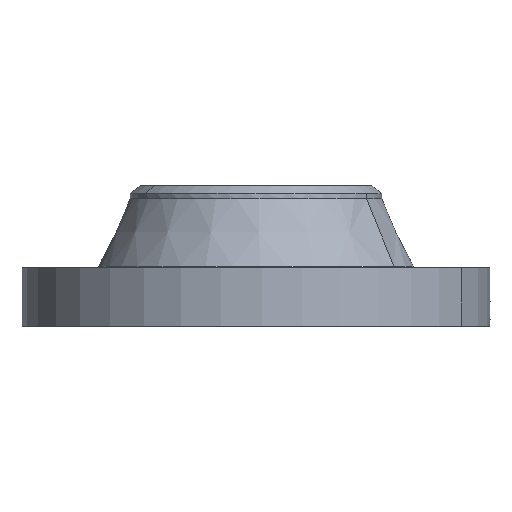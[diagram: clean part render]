
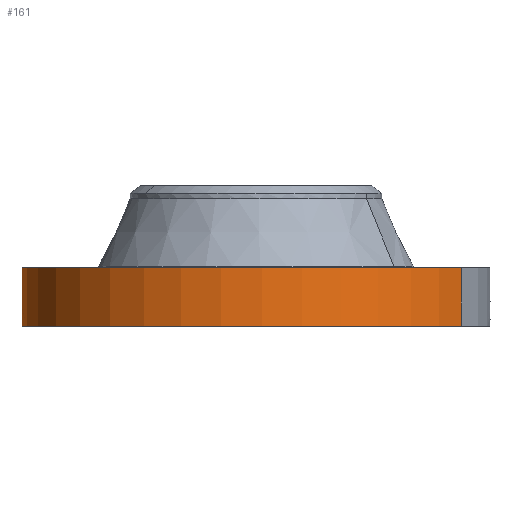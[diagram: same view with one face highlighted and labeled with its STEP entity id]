
A CAD part, left-side view. The second image highlights one B-rep face of the part: STEP entity #161.
In plain terms, the highlighted cylindrical face has radius 254 mm (diameter 508 mm), a partial arc.
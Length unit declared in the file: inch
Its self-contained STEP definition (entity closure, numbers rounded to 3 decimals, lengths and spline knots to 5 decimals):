
#38=AXIS2_PLACEMENT_3D('Cylinder Axis2P3D',#35,#36,#37) ;
#42=AXIS2_PLACEMENT_3D('Circle Axis2P3D',#40,#41,$) ;
#58=AXIS2_PLACEMENT_3D('Circle Axis2P3D',#56,#57,$) ;
#35=CARTESIAN_POINT('Axis2P3D Location',(0.,0.,3.25)) ;
#40=CARTESIAN_POINT('Axis2P3D Location',(0.,0.,0.25)) ;
#44=CARTESIAN_POINT('Vertex',(-4.79426,-8.77583,0.25)) ;
#46=CARTESIAN_POINT('Vertex',(4.79426,8.77583,0.25)) ;
#49=CARTESIAN_POINT('Line Origine',(-4.79426,-8.77583,1.5)) ;
#53=CARTESIAN_POINT('Vertex',(-4.79426,-8.77583,2.75)) ;
#56=CARTESIAN_POINT('Axis2P3D Location',(0.,0.,2.75)) ;
#60=CARTESIAN_POINT('Vertex',(4.79426,8.77583,2.75)) ;
#63=CARTESIAN_POINT('Line Origine',(4.79426,8.77583,1.5)) ;
#75=CARTESIAN_POINT('Control Point',(-0.05721,9.99984,1.28946)) ;
#76=CARTESIAN_POINT('Control Point',(-0.03854,9.99994,1.29252)) ;
#77=CARTESIAN_POINT('Control Point',(-0.01963,10.,1.29408)) ;
#78=CARTESIAN_POINT('Control Point',(-0.00072,10.,1.29412)) ;
#79=CARTESIAN_POINT('Vertex',(-0.0572,9.99984,1.28946)) ;
#81=CARTESIAN_POINT('Vertex',(-0.00072,10.,1.29412)) ;
#85=CARTESIAN_POINT('Control Point',(-0.0572,9.99984,1.28946)) ;
#86=CARTESIAN_POINT('Control Point',(-0.09692,9.99961,1.28476)) ;
#87=CARTESIAN_POINT('Control Point',(-0.13593,9.99914,1.27281)) ;
#88=CARTESIAN_POINT('Control Point',(-0.17178,9.99852,1.25447)) ;
#89=CARTESIAN_POINT('Vertex',(-0.17178,9.99852,1.25447)) ;
#93=CARTESIAN_POINT('Control Point',(-0.03048,9.99995,0.53115)) ;
#94=CARTESIAN_POINT('Control Point',(-0.08692,9.99978,0.53832)) ;
#95=CARTESIAN_POINT('Control Point',(-0.14178,9.99922,0.55592)) ;
#96=CARTESIAN_POINT('Control Point',(-0.19235,9.99831,0.58348)) ;
#97=CARTESIAN_POINT('Control Point',(-0.26576,9.99658,0.6429)) ;
#98=CARTESIAN_POINT('Control Point',(-0.31798,9.99497,0.71938)) ;
#99=CARTESIAN_POINT('Control Point',(-0.33509,9.9944,0.75205)) ;
#100=CARTESIAN_POINT('Control Point',(-0.36906,9.99321,0.84025)) ;
#101=CARTESIAN_POINT('Control Point',(-0.37611,9.99292,0.93448)) ;
#102=CARTESIAN_POINT('Control Point',(-0.36996,9.99316,0.992)) ;
#103=CARTESIAN_POINT('Control Point',(-0.34041,9.99428,1.0912)) ;
#104=CARTESIAN_POINT('Control Point',(-0.28068,9.99612,1.17436)) ;
#105=CARTESIAN_POINT('Control Point',(-0.24854,9.99701,1.20703)) ;
#106=CARTESIAN_POINT('Control Point',(-0.21177,9.99784,1.23402)) ;
#107=CARTESIAN_POINT('Control Point',(-0.17178,9.99852,1.25447)) ;
#108=CARTESIAN_POINT('Vertex',(-0.03048,9.99995,0.53115)) ;
#112=CARTESIAN_POINT('Control Point',(-0.03048,9.99995,0.53115)) ;
#113=CARTESIAN_POINT('Control Point',(-0.02031,9.99998,0.53087)) ;
#114=CARTESIAN_POINT('Control Point',(-0.01014,10.,0.53094)) ;
#115=CARTESIAN_POINT('Control Point',(0.,10.,0.53137)) ;
#116=CARTESIAN_POINT('Vertex',(0.,10.,0.53137)) ;
#120=CARTESIAN_POINT('Control Point',(0.19309,9.99814,0.58656)) ;
#121=CARTESIAN_POINT('Control Point',(0.14918,9.99898,0.56154)) ;
#122=CARTESIAN_POINT('Control Point',(0.10115,9.99965,0.54361)) ;
#123=CARTESIAN_POINT('Control Point',(0.05082,10.,0.53353)) ;
#124=CARTESIAN_POINT('Control Point',(0.,10.,0.53137)) ;
#125=CARTESIAN_POINT('Vertex',(0.19309,9.99814,0.58656)) ;
#129=CARTESIAN_POINT('Control Point',(0.19309,9.99814,0.58656)) ;
#130=CARTESIAN_POINT('Control Point',(0.222,9.99758,0.60304)) ;
#131=CARTESIAN_POINT('Control Point',(0.24924,9.99695,0.6224)) ;
#132=CARTESIAN_POINT('Control Point',(0.2744,9.99628,0.64446)) ;
#133=CARTESIAN_POINT('Control Point',(0.34105,9.99431,0.71643)) ;
#134=CARTESIAN_POINT('Control Point',(0.38338,9.99268,0.8063)) ;
#135=CARTESIAN_POINT('Control Point',(0.39821,9.99206,0.87079)) ;
#136=CARTESIAN_POINT('Control Point',(0.39882,9.99207,0.99773)) ;
#137=CARTESIAN_POINT('Control Point',(0.34911,9.99395,1.11279)) ;
#138=CARTESIAN_POINT('Control Point',(0.31406,9.99519,1.16248)) ;
#139=CARTESIAN_POINT('Control Point',(0.23562,9.99748,1.23687)) ;
#140=CARTESIAN_POINT('Control Point',(0.13852,9.99919,1.27949)) ;
#141=CARTESIAN_POINT('Control Point',(0.09276,9.99973,1.29156)) ;
#142=CARTESIAN_POINT('Control Point',(0.0461,10.,1.29641)) ;
#143=CARTESIAN_POINT('Control Point',(-0.00003,10.,1.29415)) ;
#144=CARTESIAN_POINT('Vertex',(-0.00003,10.,1.29415)) ;
#148=CARTESIAN_POINT('Control Point',(-0.00072,10.,1.29412)) ;
#149=CARTESIAN_POINT('Control Point',(-0.00037,10.,1.29414)) ;
#150=CARTESIAN_POINT('Control Point',(-0.00003,10.,1.29415)) ;
#36=DIRECTION('Axis2P3D Direction',(0.,0.,-0.039)) ;
#37=DIRECTION('Axis2P3D XDirection',(0.019,0.035,0.)) ;
#41=DIRECTION('Axis2P3D Direction',(0.,0.,-0.039)) ;
#50=DIRECTION('Vector Direction',(0.,0.,-0.039)) ;
#57=DIRECTION('Axis2P3D Direction',(0.,0.,-0.039)) ;
#64=DIRECTION('Vector Direction',(0.,0.,-0.039)) ;
#51=VECTOR('Line Direction',#50,0.03937) ;
#65=VECTOR('Line Direction',#64,0.03937) ;
#69=ORIENTED_EDGE('',*,*,#48,.F.) ;
#70=ORIENTED_EDGE('',*,*,#55,.T.) ;
#71=ORIENTED_EDGE('',*,*,#62,.T.) ;
#72=ORIENTED_EDGE('',*,*,#67,.F.) ;
#153=ORIENTED_EDGE('',*,*,#83,.F.) ;
#154=ORIENTED_EDGE('',*,*,#91,.T.) ;
#155=ORIENTED_EDGE('',*,*,#110,.F.) ;
#156=ORIENTED_EDGE('',*,*,#118,.T.) ;
#157=ORIENTED_EDGE('',*,*,#127,.F.) ;
#158=ORIENTED_EDGE('',*,*,#146,.T.) ;
#159=ORIENTED_EDGE('',*,*,#151,.F.) ;
#160=FACE_BOUND('',#152,.T.) ;
#161=ADVANCED_FACE('PartBody',(#73,#160),#39,.T.) ;
#74=B_SPLINE_CURVE_WITH_KNOTS('',3,(#75,#76,#77,#78),.UNSPECIFIED.,.F.,.U.,(4,4),(4.42285,6.5213),.UNSPECIFIED.) ;
#84=B_SPLINE_CURVE_WITH_KNOTS('',3,(#85,#86,#87,#88),.UNSPECIFIED.,.F.,.U.,(4,4),(0.,4.49502),.UNSPECIFIED.) ;
#92=B_SPLINE_CURVE_WITH_KNOTS('',5,(#93,#94,#95,#96,#97,#98,#99,#100,#101,#102,#103,#104,#105,#106,#107),.UNSPECIFIED.,.F.,.U.,(6,3,3,3,6),(0.,9.88848,16.45909,26.84303,35.20034),.UNSPECIFIED.) ;
#111=B_SPLINE_CURVE_WITH_KNOTS('',3,(#112,#113,#114,#115),.UNSPECIFIED.,.F.,.U.,(4,4),(0.,1.06033),.UNSPECIFIED.) ;
#119=B_SPLINE_CURVE_WITH_KNOTS('',4,(#120,#121,#122,#123,#124),.UNSPECIFIED.,.F.,.U.,(5,5),(0.,7.08115),.UNSPECIFIED.) ;
#128=B_SPLINE_CURVE_WITH_KNOTS('',5,(#129,#130,#131,#132,#133,#134,#135,#136,#137,#138,#139,#140,#141,#142,#143),.UNSPECIFIED.,.F.,.U.,(6,3,3,3,6),(0.,5.82924,17.12766,27.78698,36.40815),.UNSPECIFIED.) ;
#147=B_SPLINE_CURVE_WITH_KNOTS('',2,(#148,#149,#150),.UNSPECIFIED.,.F.,.U.,(3,3),(1.03888,1.06469),.UNSPECIFIED.) ;
#43=CIRCLE('generated circle',#42,10.) ;
#59=CIRCLE('generated circle',#58,10.) ;
#39=CYLINDRICAL_SURFACE('generated cylinder',#38,10.) ;
#48=EDGE_CURVE('',#45,#47,#43,.T.) ;
#55=EDGE_CURVE('',#45,#54,#52,.F.) ;
#62=EDGE_CURVE('',#54,#61,#59,.T.) ;
#67=EDGE_CURVE('',#47,#61,#66,.F.) ;
#83=EDGE_CURVE('',#80,#82,#74,.T.) ;
#91=EDGE_CURVE('',#80,#90,#84,.T.) ;
#110=EDGE_CURVE('',#109,#90,#92,.T.) ;
#118=EDGE_CURVE('',#109,#117,#111,.T.) ;
#127=EDGE_CURVE('',#126,#117,#119,.T.) ;
#146=EDGE_CURVE('',#126,#145,#128,.T.) ;
#151=EDGE_CURVE('',#82,#145,#147,.T.) ;
#68=EDGE_LOOP('',(#69,#70,#71,#72)) ;
#152=EDGE_LOOP('',(#153,#154,#155,#156,#157,#158,#159)) ;
#73=FACE_OUTER_BOUND('',#68,.T.) ;
#52=LINE('Line',#49,#51) ;
#66=LINE('Line',#63,#65) ;
#45=VERTEX_POINT('',#44) ;
#47=VERTEX_POINT('',#46) ;
#54=VERTEX_POINT('',#53) ;
#61=VERTEX_POINT('',#60) ;
#80=VERTEX_POINT('',#79) ;
#82=VERTEX_POINT('',#81) ;
#90=VERTEX_POINT('',#89) ;
#109=VERTEX_POINT('',#108) ;
#117=VERTEX_POINT('',#116) ;
#126=VERTEX_POINT('',#125) ;
#145=VERTEX_POINT('',#144) ;
